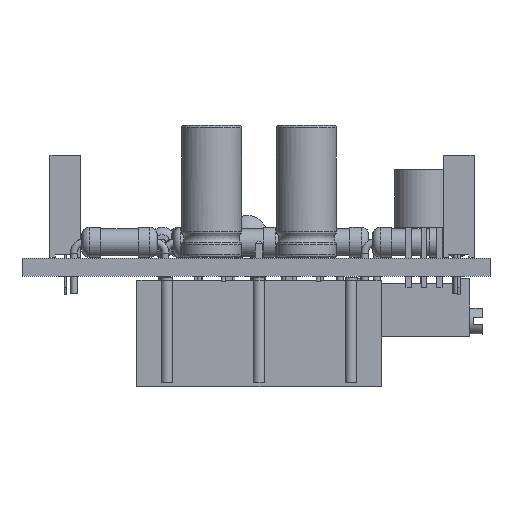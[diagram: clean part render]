
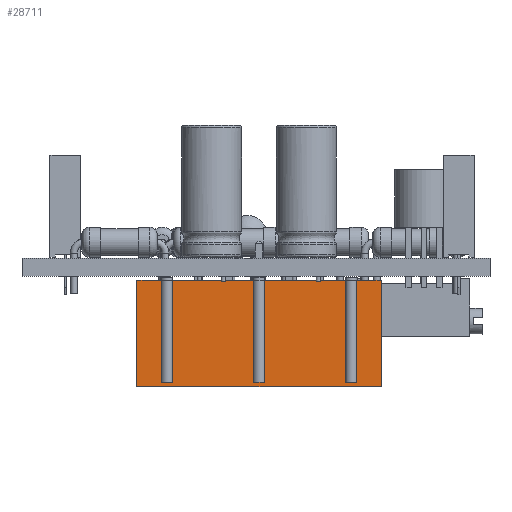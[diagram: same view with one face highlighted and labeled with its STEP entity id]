
A CAD part, front view. The second image highlights one B-rep face of the part: STEP entity #28711.
In plain terms, the highlighted face is planar.
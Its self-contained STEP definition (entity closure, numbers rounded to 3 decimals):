
#27873 = EDGE_CURVE('',#27874,#27876,#27878,.T.);
#27874 = VERTEX_POINT('',#27875);
#27875 = CARTESIAN_POINT('',(5.695,5.1,0.25));
#27876 = VERTEX_POINT('',#27877);
#27877 = CARTESIAN_POINT('',(5.695,5.1,9.1));
#27878 = LINE('',#27879,#27880);
#27879 = CARTESIAN_POINT('',(5.695,5.1,0.25));
#27880 = VECTOR('',#27881,1.);
#27881 = DIRECTION('',(0.,0.,1.));
#27938 = VERTEX_POINT('',#27939);
#27939 = CARTESIAN_POINT('',(5.695,-15.26,9.1));
#27945 = EDGE_CURVE('',#27938,#27876,#27946,.T.);
#27946 = LINE('',#27947,#27948);
#27947 = CARTESIAN_POINT('',(5.695,-15.26,9.1));
#27948 = VECTOR('',#27949,1.);
#27949 = DIRECTION('',(0.,1.,0.));
#28146 = VERTEX_POINT('',#28147);
#28147 = CARTESIAN_POINT('',(5.695,-15.26,0.25));
#28153 = EDGE_CURVE('',#28146,#27938,#28154,.T.);
#28154 = LINE('',#28155,#28156);
#28155 = CARTESIAN_POINT('',(5.695,-15.26,0.25));
#28156 = VECTOR('',#28157,1.);
#28157 = DIRECTION('',(0.,0.,1.));
#28193 = EDGE_CURVE('',#28194,#27874,#28196,.T.);
#28194 = VERTEX_POINT('',#28195);
#28195 = CARTESIAN_POINT('',(5.695,3.033,0.25));
#28196 = LINE('',#28197,#28198);
#28197 = CARTESIAN_POINT('',(5.695,-15.26,0.25));
#28198 = VECTOR('',#28199,1.);
#28199 = DIRECTION('',(0.,1.,0.));
#28211 = VERTEX_POINT('',#28212);
#28212 = CARTESIAN_POINT('',(5.695,2.167,0.25));
#28219 = EDGE_CURVE('',#28220,#28211,#28222,.T.);
#28220 = VERTEX_POINT('',#28221);
#28221 = CARTESIAN_POINT('',(5.695,-4.647,0.25));
#28222 = LINE('',#28223,#28224);
#28223 = CARTESIAN_POINT('',(5.695,-15.26,0.25));
#28224 = VECTOR('',#28225,1.);
#28225 = DIRECTION('',(0.,1.,0.));
#28237 = VERTEX_POINT('',#28238);
#28238 = CARTESIAN_POINT('',(5.695,-5.513,0.25));
#28245 = EDGE_CURVE('',#28246,#28237,#28248,.T.);
#28246 = VERTEX_POINT('',#28247);
#28247 = CARTESIAN_POINT('',(5.695,-12.327,0.25));
#28248 = LINE('',#28249,#28250);
#28249 = CARTESIAN_POINT('',(5.695,-15.26,0.25));
#28250 = VECTOR('',#28251,1.);
#28251 = DIRECTION('',(0.,1.,0.));
#28263 = VERTEX_POINT('',#28264);
#28264 = CARTESIAN_POINT('',(5.695,-13.193,0.25));
#28271 = EDGE_CURVE('',#28146,#28263,#28272,.T.);
#28272 = LINE('',#28273,#28274);
#28273 = CARTESIAN_POINT('',(5.695,-15.26,0.25));
#28274 = VECTOR('',#28275,1.);
#28275 = DIRECTION('',(0.,1.,0.));
#28711 = ADVANCED_FACE('',(#28712),#28787,.T.);
#28712 = FACE_BOUND('',#28713,.T.);
#28713 = EDGE_LOOP('',(#28714,#28715,#28716,#28724,#28732,#28738,#28739,
    #28747,#28755,#28761,#28762,#28770,#28778,#28784,#28785,#28786));
#28714 = ORIENTED_EDGE('',*,*,#28153,.F.);
#28715 = ORIENTED_EDGE('',*,*,#28271,.T.);
#28716 = ORIENTED_EDGE('',*,*,#28717,.F.);
#28717 = EDGE_CURVE('',#28718,#28263,#28720,.T.);
#28718 = VERTEX_POINT('',#28719);
#28719 = CARTESIAN_POINT('',(5.695,-13.193,8.75));
#28720 = LINE('',#28721,#28722);
#28721 = CARTESIAN_POINT('',(5.695,-13.193,0.25));
#28722 = VECTOR('',#28723,1.);
#28723 = DIRECTION('',(-0.,-0.,-1.));
#28724 = ORIENTED_EDGE('',*,*,#28725,.F.);
#28725 = EDGE_CURVE('',#28726,#28718,#28728,.T.);
#28726 = VERTEX_POINT('',#28727);
#28727 = CARTESIAN_POINT('',(5.695,-12.327,8.75));
#28728 = LINE('',#28729,#28730);
#28729 = CARTESIAN_POINT('',(5.695,-8.92,8.75));
#28730 = VECTOR('',#28731,1.);
#28731 = DIRECTION('',(0.,-1.,0.));
#28732 = ORIENTED_EDGE('',*,*,#28733,.T.);
#28733 = EDGE_CURVE('',#28726,#28246,#28734,.T.);
#28734 = LINE('',#28735,#28736);
#28735 = CARTESIAN_POINT('',(5.695,-12.327,0.25));
#28736 = VECTOR('',#28737,1.);
#28737 = DIRECTION('',(-0.,-0.,-1.));
#28738 = ORIENTED_EDGE('',*,*,#28245,.T.);
#28739 = ORIENTED_EDGE('',*,*,#28740,.F.);
#28740 = EDGE_CURVE('',#28741,#28237,#28743,.T.);
#28741 = VERTEX_POINT('',#28742);
#28742 = CARTESIAN_POINT('',(5.695,-5.513,8.75));
#28743 = LINE('',#28744,#28745);
#28744 = CARTESIAN_POINT('',(5.695,-5.513,0.25));
#28745 = VECTOR('',#28746,1.);
#28746 = DIRECTION('',(-0.,-0.,-1.));
#28747 = ORIENTED_EDGE('',*,*,#28748,.F.);
#28748 = EDGE_CURVE('',#28749,#28741,#28751,.T.);
#28749 = VERTEX_POINT('',#28750);
#28750 = CARTESIAN_POINT('',(5.695,-4.647,8.75));
#28751 = LINE('',#28752,#28753);
#28752 = CARTESIAN_POINT('',(5.695,-5.08,8.75));
#28753 = VECTOR('',#28754,1.);
#28754 = DIRECTION('',(0.,-1.,0.));
#28755 = ORIENTED_EDGE('',*,*,#28756,.T.);
#28756 = EDGE_CURVE('',#28749,#28220,#28757,.T.);
#28757 = LINE('',#28758,#28759);
#28758 = CARTESIAN_POINT('',(5.695,-4.647,0.25));
#28759 = VECTOR('',#28760,1.);
#28760 = DIRECTION('',(-0.,-0.,-1.));
#28761 = ORIENTED_EDGE('',*,*,#28219,.T.);
#28762 = ORIENTED_EDGE('',*,*,#28763,.F.);
#28763 = EDGE_CURVE('',#28764,#28211,#28766,.T.);
#28764 = VERTEX_POINT('',#28765);
#28765 = CARTESIAN_POINT('',(5.695,2.167,8.75));
#28766 = LINE('',#28767,#28768);
#28767 = CARTESIAN_POINT('',(5.695,2.167,0.25));
#28768 = VECTOR('',#28769,1.);
#28769 = DIRECTION('',(-0.,-0.,-1.));
#28770 = ORIENTED_EDGE('',*,*,#28771,.F.);
#28771 = EDGE_CURVE('',#28772,#28764,#28774,.T.);
#28772 = VERTEX_POINT('',#28773);
#28773 = CARTESIAN_POINT('',(5.695,3.033,8.75));
#28774 = LINE('',#28775,#28776);
#28775 = CARTESIAN_POINT('',(5.695,-1.24,8.75));
#28776 = VECTOR('',#28777,1.);
#28777 = DIRECTION('',(0.,-1.,0.));
#28778 = ORIENTED_EDGE('',*,*,#28779,.T.);
#28779 = EDGE_CURVE('',#28772,#28194,#28780,.T.);
#28780 = LINE('',#28781,#28782);
#28781 = CARTESIAN_POINT('',(5.695,3.033,0.25));
#28782 = VECTOR('',#28783,1.);
#28783 = DIRECTION('',(-0.,-0.,-1.));
#28784 = ORIENTED_EDGE('',*,*,#28193,.T.);
#28785 = ORIENTED_EDGE('',*,*,#27873,.T.);
#28786 = ORIENTED_EDGE('',*,*,#27945,.F.);
#28787 = PLANE('',#28788);
#28788 = AXIS2_PLACEMENT_3D('',#28789,#28790,#28791);
#28789 = CARTESIAN_POINT('',(5.695,-5.08,4.675));
#28790 = DIRECTION('',(1.,0.,0.));
#28791 = DIRECTION('',(0.,0.,1.));
